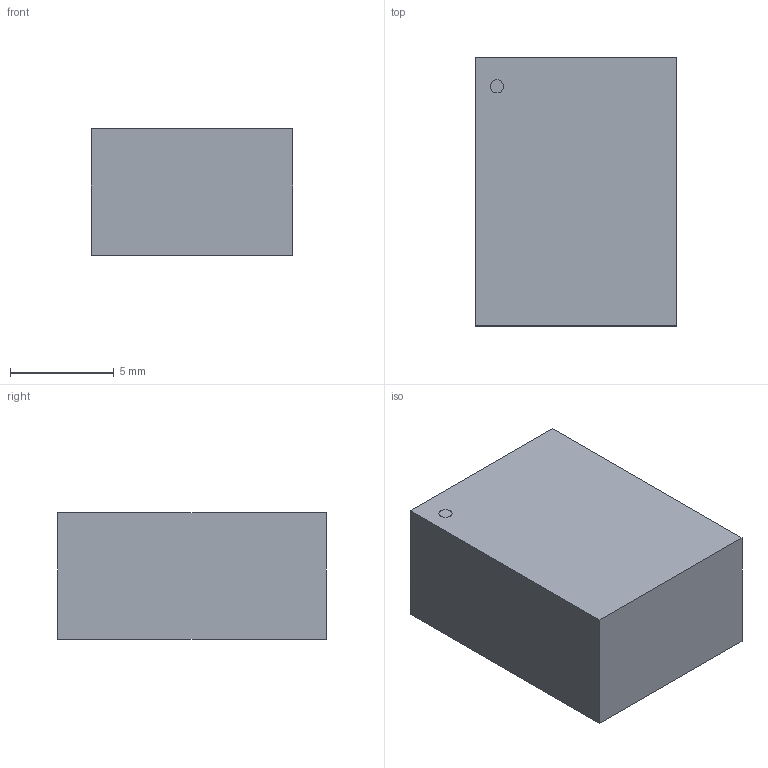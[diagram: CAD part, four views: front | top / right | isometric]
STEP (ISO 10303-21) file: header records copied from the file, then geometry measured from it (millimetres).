
FILE_DESCRIPTION(('STEP AP214'),'1');
FILE_NAME('LTS-4802BJR-H1_LTO','2025-06-20T04:35:48',(''),(''),'','','');
FILE_SCHEMA(('AUTOMOTIVE_DESIGN'));
Length unit declared in the file: millimetre
Products named in the file (1): product
Bounding box: 9.7 x 12.9 x 6.1 mm (x, y, z)
Volume: 763.2 mm3; surface area: 526.6 mm2
Topology: 2 solids, 2 shells, 9 faces, 15 edges, 10 vertices
Faces by surface type: plane 8, cylinder 1
Full cylindrical faces by diameter (mm): 0.635 x1
Entity records: 373 total; most frequent: DIRECTION 38, ORIENTED_EDGE 28, CARTESIAN_POINT 23, PRESENTATION_STYLE_ASSIGNMENT 17, SURFACE_STYLE_USAGE 17, SURFACE_SIDE_STYLE 17, SURFACE_STYLE_FILL_AREA 17, FILL_AREA_STYLE 17
